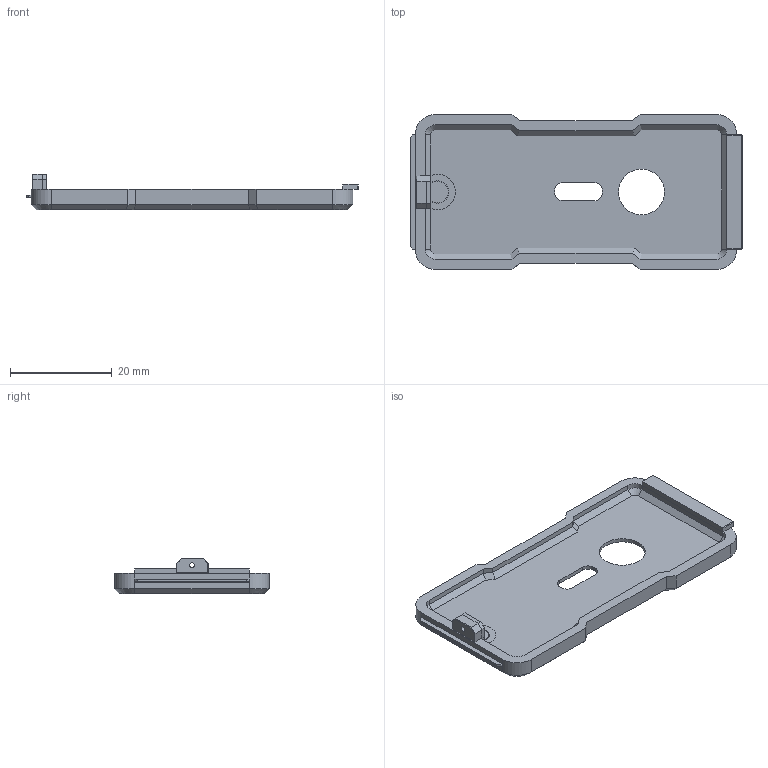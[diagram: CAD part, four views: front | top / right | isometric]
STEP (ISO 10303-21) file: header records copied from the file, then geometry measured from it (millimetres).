
FILE_DESCRIPTION(('FreeCAD Model'),'2;1');
FILE_NAME('Open CASCADE Shape Model','2024-12-13T12:38:18',('Author'),( ''),'Open CASCADE STEP processor 7.6','FreeCAD','Unknown');
FILE_SCHEMA(('AUTOMOTIVE_DESIGN { 1 0 10303 214 1 1 1 1 }'));
Length unit declared in the file: millimetre
Products named in the file (2): Bottom_Enclosure; Body007
Assembly tree (1 placements, depth 2):
  Bottom_Enclosure
    Body007
Bounding box: 65.12 x 30.4 x 7 mm (x, y, z)
Volume: 3141.3 mm3; surface area: 4770.3 mm2
Topology: 1 solids, 1 shells, 179 faces, 444 edges, 271 vertices
Faces by surface type: plane 141, cylinder 21, bspline 9, cone 8
Full cylindrical faces by diameter (mm): 1 x2, 9 x1
Entity records: 6753 total; most frequent: CARTESIAN_POINT 2507, ORIENTED_EDGE 888, DIRECTION 827, EDGE_CURVE 444, LINE 365, VECTOR 365, VERTEX_POINT 271, AXIS2_PLACEMENT_3D 231
